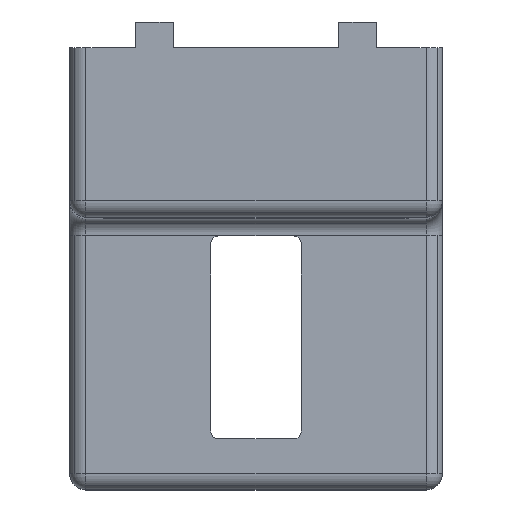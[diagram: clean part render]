
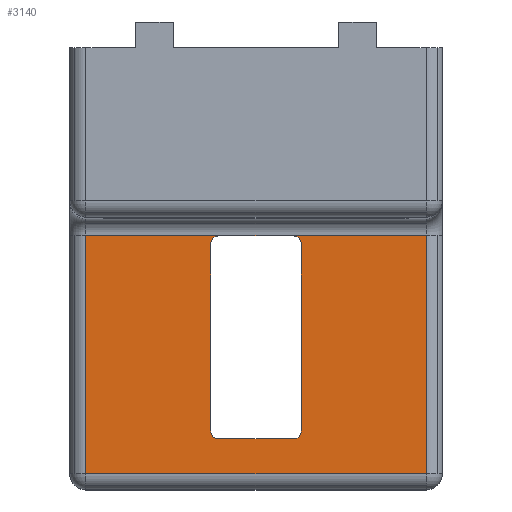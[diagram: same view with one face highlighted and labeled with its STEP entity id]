
A CAD part, top view. The second image highlights one B-rep face of the part: STEP entity #3140.
In plain terms, the highlighted planar face has unit normal (0, 0, 1).
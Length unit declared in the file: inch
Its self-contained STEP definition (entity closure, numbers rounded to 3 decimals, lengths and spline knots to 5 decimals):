
#1473=CARTESIAN_POINT('',(1.05757,-1.39257,1.0));
#1474=VERTEX_POINT('',#1473);
#1483=CARTESIAN_POINT('',(1.04,-1.435,1.0));
#1484=VERTEX_POINT('',#1483);
#1485=CARTESIAN_POINT('',(1.1,-1.435,1.0));
#1486=DIRECTION('',(0.0,0.0,-1.));
#1487=DIRECTION('',(-0.707,0.707,0.0));
#1488=AXIS2_PLACEMENT_3D('',#1485,#1486,#1487);
#1489=CIRCLE('',#1488,0.06);
#1490=EDGE_CURVE('',#1484,#1474,#1489,.T.);
#1515=CARTESIAN_POINT('',(1.69243,-1.39257,1.0));
#1516=VERTEX_POINT('',#1515);
#1525=CARTESIAN_POINT('',(1.65,-1.375,1.0));
#1526=VERTEX_POINT('',#1525);
#1527=CARTESIAN_POINT('',(1.65,-1.435,1.0));
#1528=DIRECTION('',(0.0,0.0,-1.));
#1529=DIRECTION('',(0.707,0.707,0.0));
#1530=AXIS2_PLACEMENT_3D('',#1527,#1528,#1529);
#1531=CIRCLE('',#1530,0.06);
#1532=EDGE_CURVE('',#1526,#1516,#1531,.T.);
#1885=CARTESIAN_POINT('',(1.05757,-2.85743,1.0));
#1886=VERTEX_POINT('',#1885);
#1893=CARTESIAN_POINT('',(1.1,-2.875,1.0));
#1894=VERTEX_POINT('',#1893);
#1895=CARTESIAN_POINT('',(1.1,-2.815,1.0));
#1896=DIRECTION('',(0.0,0.0,-1.));
#1897=DIRECTION('',(-0.707,-0.707,0.0));
#1898=AXIS2_PLACEMENT_3D('',#1895,#1896,#1897);
#1899=CIRCLE('',#1898,0.06);
#1900=EDGE_CURVE('',#1894,#1886,#1899,.T.);
#1917=CARTESIAN_POINT('',(1.69243,-2.85743,1.0));
#1918=VERTEX_POINT('',#1917);
#1926=CARTESIAN_POINT('',(1.65,-2.875,1.0));
#1927=VERTEX_POINT('',#1926);
#1934=CARTESIAN_POINT('',(1.65,-2.815,1.0));
#1935=DIRECTION('',(0.0,0.0,-1.));
#1936=DIRECTION('',(0.707,-0.707,0.0));
#1937=AXIS2_PLACEMENT_3D('',#1934,#1935,#1936);
#1938=CIRCLE('',#1937,0.06);
#1939=EDGE_CURVE('',#1918,#1927,#1938,.T.);
#2167=CARTESIAN_POINT('',(0.12,-1.37,1.));
#2168=VERTEX_POINT('',#2167);
#2176=CARTESIAN_POINT('',(2.63,-1.37,1.));
#2177=VERTEX_POINT('',#2176);
#2178=CARTESIAN_POINT('',(0.12,-1.37,1.));
#2179=DIRECTION('',(1.0,0.0,0.0));
#2180=VECTOR('',#2179,2.51);
#2181=LINE('',#2178,#2180);
#2182=EDGE_CURVE('',#2168,#2177,#2181,.T.);
#2617=CARTESIAN_POINT('',(0.12,-3.13,1.));
#2618=VERTEX_POINT('',#2617);
#2626=CARTESIAN_POINT('',(0.12,-3.13,1.));
#2627=DIRECTION('',(0.0,1.0,0.0));
#2628=VECTOR('',#2627,1.76);
#2629=LINE('',#2626,#2628);
#2630=EDGE_CURVE('',#2618,#2168,#2629,.T.);
#2794=CARTESIAN_POINT('',(2.63,-3.13,1.));
#2795=VERTEX_POINT('',#2794);
#2803=CARTESIAN_POINT('',(2.63,-3.13,1.));
#2804=DIRECTION('',(-1.0,0.0,0.0));
#2805=VECTOR('',#2804,2.51);
#2806=LINE('',#2803,#2805);
#2807=EDGE_CURVE('',#2795,#2618,#2806,.T.);
#2867=CARTESIAN_POINT('',(2.63,-1.37,1.));
#2868=DIRECTION('',(0.0,-1.0,0.0));
#2869=VECTOR('',#2868,1.76);
#2870=LINE('',#2867,#2869);
#2871=EDGE_CURVE('',#2177,#2795,#2870,.T.);
#3063=CARTESIAN_POINT('',(1.69,-1.375,1.0));
#3064=DIRECTION('',(0.0,0.0,-1.0));
#3065=DIRECTION('',(0.0,1.0,0.0));
#3066=AXIS2_PLACEMENT_3D('',#3063,#3064,#3065);
#3067=PLANE('',#3066);
#3068=ORIENTED_EDGE('',*,*,#2630,.F.);
#3069=ORIENTED_EDGE('',*,*,#2807,.F.);
#3070=ORIENTED_EDGE('',*,*,#2871,.F.);
#3071=ORIENTED_EDGE('',*,*,#2182,.F.);
#3072=EDGE_LOOP('',(#3068,#3069,#3070,#3071));
#3073=FACE_OUTER_BOUND('',#3072,.T.);
#3074=CARTESIAN_POINT('',(1.65,-2.875,1.0));
#3075=DIRECTION('',(-1.0,0.0,0.0));
#3076=VECTOR('',#3075,0.55);
#3077=LINE('',#3074,#3076);
#3078=EDGE_CURVE('',#1927,#1894,#3077,.T.);
#3079=ORIENTED_EDGE('',*,*,#3078,.T.);
#3080=ORIENTED_EDGE('',*,*,#1900,.T.);
#3081=CARTESIAN_POINT('',(1.04,-2.815,1.0));
#3082=VERTEX_POINT('',#3081);
#3083=CARTESIAN_POINT('',(1.1,-2.815,1.0));
#3084=DIRECTION('',(0.0,0.0,-1.));
#3085=DIRECTION('',(-0.707,-0.707,0.0));
#3086=AXIS2_PLACEMENT_3D('',#3083,#3084,#3085);
#3087=CIRCLE('',#3086,0.06);
#3088=EDGE_CURVE('',#1886,#3082,#3087,.T.);
#3089=ORIENTED_EDGE('',*,*,#3088,.T.);
#3090=CARTESIAN_POINT('',(1.04,-2.815,1.0));
#3091=DIRECTION('',(0.0,1.0,0.0));
#3092=VECTOR('',#3091,1.38);
#3093=LINE('',#3090,#3092);
#3094=EDGE_CURVE('',#3082,#1484,#3093,.T.);
#3095=ORIENTED_EDGE('',*,*,#3094,.T.);
#3096=ORIENTED_EDGE('',*,*,#1490,.T.);
#3097=CARTESIAN_POINT('',(1.1,-1.375,1.0));
#3098=VERTEX_POINT('',#3097);
#3099=CARTESIAN_POINT('',(1.1,-1.435,1.0));
#3100=DIRECTION('',(0.0,0.0,-1.));
#3101=DIRECTION('',(-0.707,0.707,0.0));
#3102=AXIS2_PLACEMENT_3D('',#3099,#3100,#3101);
#3103=CIRCLE('',#3102,0.06);
#3104=EDGE_CURVE('',#1474,#3098,#3103,.T.);
#3105=ORIENTED_EDGE('',*,*,#3104,.T.);
#3106=CARTESIAN_POINT('',(1.1,-1.375,1.0));
#3107=DIRECTION('',(1.0,0.0,0.0));
#3108=VECTOR('',#3107,0.55);
#3109=LINE('',#3106,#3108);
#3110=EDGE_CURVE('',#3098,#1526,#3109,.T.);
#3111=ORIENTED_EDGE('',*,*,#3110,.T.);
#3112=ORIENTED_EDGE('',*,*,#1532,.T.);
#3113=CARTESIAN_POINT('',(1.71,-1.435,1.0));
#3114=VERTEX_POINT('',#3113);
#3115=CARTESIAN_POINT('',(1.65,-1.435,1.0));
#3116=DIRECTION('',(0.0,0.0,-1.));
#3117=DIRECTION('',(0.707,0.707,0.0));
#3118=AXIS2_PLACEMENT_3D('',#3115,#3116,#3117);
#3119=CIRCLE('',#3118,0.06);
#3120=EDGE_CURVE('',#1516,#3114,#3119,.T.);
#3121=ORIENTED_EDGE('',*,*,#3120,.T.);
#3122=CARTESIAN_POINT('',(1.71,-2.815,1.0));
#3123=VERTEX_POINT('',#3122);
#3124=CARTESIAN_POINT('',(1.71,-1.435,1.0));
#3125=DIRECTION('',(0.0,-1.0,0.0));
#3126=VECTOR('',#3125,1.38);
#3127=LINE('',#3124,#3126);
#3128=EDGE_CURVE('',#3114,#3123,#3127,.T.);
#3129=ORIENTED_EDGE('',*,*,#3128,.T.);
#3130=CARTESIAN_POINT('',(1.65,-2.815,1.0));
#3131=DIRECTION('',(0.0,0.0,-1.));
#3132=DIRECTION('',(0.707,-0.707,0.0));
#3133=AXIS2_PLACEMENT_3D('',#3130,#3131,#3132);
#3134=CIRCLE('',#3133,0.06);
#3135=EDGE_CURVE('',#3123,#1918,#3134,.T.);
#3136=ORIENTED_EDGE('',*,*,#3135,.T.);
#3137=ORIENTED_EDGE('',*,*,#1939,.T.);
#3138=EDGE_LOOP('',(#3079,#3080,#3089,#3095,#3096,#3105,#3111,#3112,#3121,#3129,#3136,#3137));
#3139=FACE_BOUND('',#3138,.T.);
#3140=ADVANCED_FACE('',(#3073,#3139),#3067,.F.);
